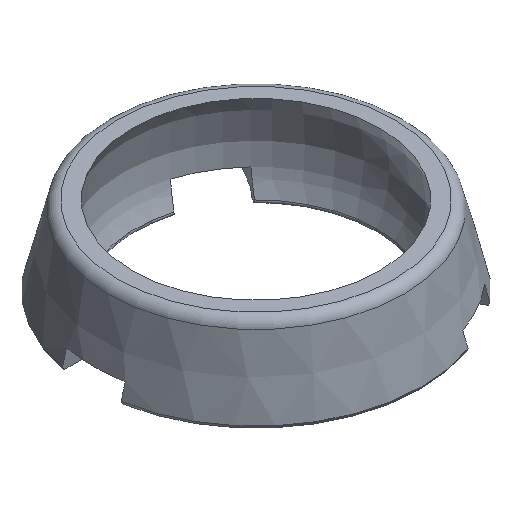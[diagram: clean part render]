
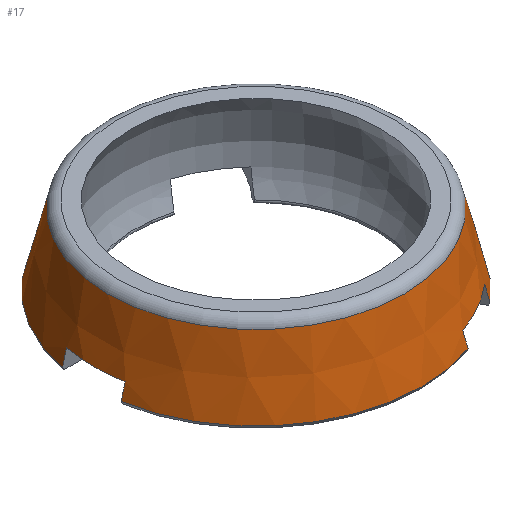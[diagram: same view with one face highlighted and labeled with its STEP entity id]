
A CAD part, isometric view. The second image highlights one B-rep face of the part: STEP entity #17.
In plain terms, the highlighted conical face has half-angle 13.989 degrees and reference radius 22.569 mm.
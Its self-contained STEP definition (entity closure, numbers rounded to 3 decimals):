
#17 = ADVANCED_FACE('',(#18),#153,.T.);
#18 = FACE_BOUND('',#19,.F.);
#19 = EDGE_LOOP('',(#20,#31,#39,#46,#47,#56,#65,#74,#83,#92,#101,#110,
    #119,#128,#137,#146));
#20 = ORIENTED_EDGE('',*,*,#21,.T.);
#21 = EDGE_CURVE('',#22,#24,#26,.T.);
#22 = VERTEX_POINT('',#23);
#23 = CARTESIAN_POINT('',(14.647,17.17,
    16.063));
#24 = VERTEX_POINT('',#25);
#25 = CARTESIAN_POINT('',(22.569,0.,16.063));
#26 = CIRCLE('',#27,22.569);
#27 = AXIS2_PLACEMENT_3D('',#28,#29,#30);
#28 = CARTESIAN_POINT('',(0.,0.,16.063));
#29 = DIRECTION('',(0.,0.,-1.));
#30 = DIRECTION('',(1.,0.,0.));
#31 = ORIENTED_EDGE('',*,*,#32,.T.);
#32 = EDGE_CURVE('',#24,#33,#35,.T.);
#33 = VERTEX_POINT('',#34);
#34 = CARTESIAN_POINT('',(20.158,0.,25.738));
#35 = LINE('',#36,#37);
#36 = CARTESIAN_POINT('',(22.569,0.,16.063));
#37 = VECTOR('',#38,1.);
#38 = DIRECTION('',(-0.242,0.,0.97));
#39 = ORIENTED_EDGE('',*,*,#40,.F.);
#40 = EDGE_CURVE('',#33,#33,#41,.T.);
#41 = CIRCLE('',#42,20.158);
#42 = AXIS2_PLACEMENT_3D('',#43,#44,#45);
#43 = CARTESIAN_POINT('',(0.,0.,25.738));
#44 = DIRECTION('',(0.,0.,-1.));
#45 = DIRECTION('',(1.,0.,0.));
#46 = ORIENTED_EDGE('',*,*,#32,.F.);
#47 = ORIENTED_EDGE('',*,*,#48,.T.);
#48 = EDGE_CURVE('',#24,#49,#51,.T.);
#49 = VERTEX_POINT('',#50);
#50 = CARTESIAN_POINT('',(14.492,-17.301,
    16.063));
#51 = CIRCLE('',#52,22.569);
#52 = AXIS2_PLACEMENT_3D('',#53,#54,#55);
#53 = CARTESIAN_POINT('',(0.,0.,16.063));
#54 = DIRECTION('',(0.,0.,-1.));
#55 = DIRECTION('',(1.,0.,0.));
#56 = ORIENTED_EDGE('',*,*,#57,.F.);
#57 = EDGE_CURVE('',#58,#49,#60,.T.);
#58 = VERTEX_POINT('',#59);
#59 = CARTESIAN_POINT('',(14.231,-16.848,18.13));
#60 = HYPERBOLA('',#61,15.654,3.9);
#61 = AXIS2_PLACEMENT_3D('',#62,#63,#64);
#62 = CARTESIAN_POINT('',(3.377,1.95,106.654));
#63 = DIRECTION('',(-0.866,-0.5,0.));
#64 = DIRECTION('',(0.,0.,-1.));
#65 = ORIENTED_EDGE('',*,*,#66,.F.);
#66 = EDGE_CURVE('',#67,#58,#69,.T.);
#67 = VERTEX_POINT('',#68);
#68 = CARTESIAN_POINT('',(7.284,-20.816,18.13));
#69 = CIRCLE('',#70,22.054);
#70 = AXIS2_PLACEMENT_3D('',#71,#72,#73);
#71 = CARTESIAN_POINT('',(0.,0.,18.13));
#72 = DIRECTION('',(-0.,0.,1.));
#73 = DIRECTION('',(1.,0.,0.));
#74 = ORIENTED_EDGE('',*,*,#75,.F.);
#75 = EDGE_CURVE('',#76,#67,#78,.T.);
#76 = VERTEX_POINT('',#77);
#77 = CARTESIAN_POINT('',(7.546,-21.27,16.063
    ));
#78 = HYPERBOLA('',#79,16.457,4.1);
#79 = AXIS2_PLACEMENT_3D('',#80,#81,#82);
#80 = CARTESIAN_POINT('',(-3.551,-2.05,106.654));
#81 = DIRECTION('',(0.866,0.5,0.));
#82 = DIRECTION('',(0.,0.,-1.));
#83 = ORIENTED_EDGE('',*,*,#84,.T.);
#84 = EDGE_CURVE('',#76,#85,#87,.T.);
#85 = VERTEX_POINT('',#86);
#86 = CARTESIAN_POINT('',(-22.23,-3.9,16.063));
#87 = CIRCLE('',#88,22.569);
#88 = AXIS2_PLACEMENT_3D('',#89,#90,#91);
#89 = CARTESIAN_POINT('',(0.,0.,16.063));
#90 = DIRECTION('',(0.,0.,-1.));
#91 = DIRECTION('',(1.,0.,0.));
#92 = ORIENTED_EDGE('',*,*,#93,.F.);
#93 = EDGE_CURVE('',#94,#85,#96,.T.);
#94 = VERTEX_POINT('',#95);
#95 = CARTESIAN_POINT('',(-21.706,-3.9,18.13));
#96 = HYPERBOLA('',#97,15.654,3.9);
#97 = AXIS2_PLACEMENT_3D('',#98,#99,#100);
#98 = CARTESIAN_POINT('',(0.,-3.9,106.654));
#99 = DIRECTION('',(0.,1.,0.));
#100 = DIRECTION('',(0.,0.,-1.));
#101 = ORIENTED_EDGE('',*,*,#102,.F.);
#102 = EDGE_CURVE('',#103,#94,#105,.T.);
#103 = VERTEX_POINT('',#104);
#104 = CARTESIAN_POINT('',(-21.67,4.1,18.13));
#105 = CIRCLE('',#106,22.054);
#106 = AXIS2_PLACEMENT_3D('',#107,#108,#109);
#107 = CARTESIAN_POINT('',(0.,0.,18.13));
#108 = DIRECTION('',(-0.,0.,1.));
#109 = DIRECTION('',(1.,0.,0.));
#110 = ORIENTED_EDGE('',*,*,#111,.F.);
#111 = EDGE_CURVE('',#112,#103,#114,.T.);
#112 = VERTEX_POINT('',#113);
#113 = CARTESIAN_POINT('',(-22.194,4.1,16.063));
#114 = HYPERBOLA('',#115,16.457,4.1);
#115 = AXIS2_PLACEMENT_3D('',#116,#117,#118);
#116 = CARTESIAN_POINT('',(0.,4.1,106.654));
#117 = DIRECTION('',(0.,-1.,0.));
#118 = DIRECTION('',(0.,0.,-1.));
#119 = ORIENTED_EDGE('',*,*,#120,.T.);
#120 = EDGE_CURVE('',#112,#121,#123,.T.);
#121 = VERTEX_POINT('',#122);
#122 = CARTESIAN_POINT('',(7.737,21.201,
    16.063));
#123 = CIRCLE('',#124,22.569);
#124 = AXIS2_PLACEMENT_3D('',#125,#126,#127);
#125 = CARTESIAN_POINT('',(0.,0.,16.063));
#126 = DIRECTION('',(0.,0.,-1.));
#127 = DIRECTION('',(1.,0.,0.));
#128 = ORIENTED_EDGE('',*,*,#129,.F.);
#129 = EDGE_CURVE('',#130,#121,#132,.T.);
#130 = VERTEX_POINT('',#131);
#131 = CARTESIAN_POINT('',(7.476,20.748,18.13));
#132 = HYPERBOLA('',#133,15.654,3.9);
#133 = AXIS2_PLACEMENT_3D('',#134,#135,#136);
#134 = CARTESIAN_POINT('',(-3.377,1.95,106.654));
#135 = DIRECTION('',(0.866,-0.5,0.));
#136 = DIRECTION('',(0.,0.,-1.));
#137 = ORIENTED_EDGE('',*,*,#138,.F.);
#138 = EDGE_CURVE('',#139,#130,#141,.T.);
#139 = VERTEX_POINT('',#140);
#140 = CARTESIAN_POINT('',(14.385,16.716,18.13));
#141 = CIRCLE('',#142,22.054);
#142 = AXIS2_PLACEMENT_3D('',#143,#144,#145);
#143 = CARTESIAN_POINT('',(0.,0.,18.13));
#144 = DIRECTION('',(-0.,0.,1.));
#145 = DIRECTION('',(1.,0.,0.));
#146 = ORIENTED_EDGE('',*,*,#147,.F.);
#147 = EDGE_CURVE('',#22,#139,#148,.T.);
#148 = HYPERBOLA('',#149,16.457,4.1);
#149 = AXIS2_PLACEMENT_3D('',#150,#151,#152);
#150 = CARTESIAN_POINT('',(3.551,-2.05,106.654));
#151 = DIRECTION('',(-0.866,0.5,0.));
#152 = DIRECTION('',(0.,0.,-1.));
#153 = CONICAL_SURFACE('',#154,22.569,0.244);
#154 = AXIS2_PLACEMENT_3D('',#155,#156,#157);
#155 = CARTESIAN_POINT('',(0.,0.,16.063));
#156 = DIRECTION('',(-0.,0.,-1.));
#157 = DIRECTION('',(1.,0.,0.));
